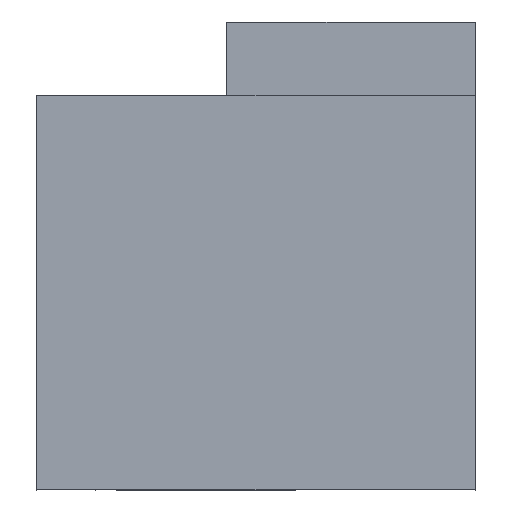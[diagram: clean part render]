
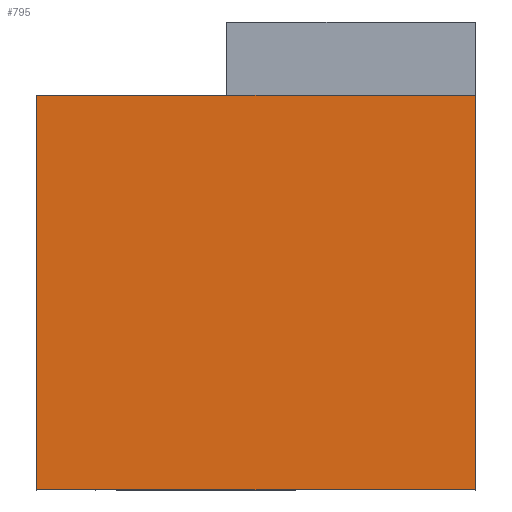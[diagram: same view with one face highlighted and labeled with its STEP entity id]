
A CAD part, left-side view. The second image highlights one B-rep face of the part: STEP entity #795.
In plain terms, the highlighted planar face has unit normal (-1, 0, 0).
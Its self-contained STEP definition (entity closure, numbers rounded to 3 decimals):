
#217 = VERTEX_POINT ( 'NONE', #3513 ) ;
#219 = EDGE_CURVE ( 'NONE', #217, #220, #3512, .T. ) ;
#220 = VERTEX_POINT ( 'NONE', #3508 ) ;
#262 = VERTEX_POINT ( 'NONE', #3737 ) ;
#280 = EDGE_CURVE ( 'NONE', #334, #262, #3714, .T. ) ;
#334 = VERTEX_POINT ( 'NONE', #3589 ) ;
#795 = ADVANCED_FACE ( 'NONE', ( #4926 ), #4911, .T. ) ;
#796 = EDGE_LOOP ( 'NONE', ( #797, #798, #800, #829 ) ) ;
#797 = ORIENTED_EDGE ( 'NONE', *, *, #219, .F. ) ;
#798 = ORIENTED_EDGE ( 'NONE', *, *, #799, .F. ) ;
#799 = EDGE_CURVE ( 'NONE', #334, #217, #4824, .T. ) ;
#800 = ORIENTED_EDGE ( 'NONE', *, *, #280, .T. ) ;
#829 = ORIENTED_EDGE ( 'NONE', *, *, #842, .T. ) ;
#842 = EDGE_CURVE ( 'NONE', #262, #220, #4899, .T. ) ;
#3508 = CARTESIAN_POINT ( 'NONE',  ( -7262.996, -4973.334, 10.249 ) ) ;
#3509 = DIRECTION ( 'NONE',  ( 0., -1., 0. ) ) ;
#3510 = VECTOR ( 'NONE', #3509, 1000. ) ;
#3511 = CARTESIAN_POINT ( 'NONE',  ( -7262.996, -4973.334, 10.249 ) ) ;
#3512 = LINE ( 'NONE', #3511, #3510 ) ;
#3513 = CARTESIAN_POINT ( 'NONE',  ( -7262.996, -4943.334, 10.249 ) ) ;
#3589 = CARTESIAN_POINT ( 'NONE',  ( -7262.996, -4943.334, -16.751 ) ) ;
#3711 = DIRECTION ( 'NONE',  ( 0., -1., 0. ) ) ;
#3712 = VECTOR ( 'NONE', #3711, 1000. ) ;
#3713 = CARTESIAN_POINT ( 'NONE',  ( -7262.996, -4973.334, -16.751 ) ) ;
#3714 = LINE ( 'NONE', #3713, #3712 ) ;
#3737 = CARTESIAN_POINT ( 'NONE',  ( -7262.996, -4973.334, -16.751 ) ) ;
#4821 = DIRECTION ( 'NONE',  ( 0., 0., 1. ) ) ;
#4822 = VECTOR ( 'NONE', #4821, 1000. ) ;
#4823 = CARTESIAN_POINT ( 'NONE',  ( -7262.996, -4943.334, -16.751 ) ) ;
#4824 = LINE ( 'NONE', #4823, #4822 ) ;
#4825 = DIRECTION ( 'NONE',  ( 0., 0., 1. ) ) ;
#4826 = DIRECTION ( 'NONE',  ( -1., 0., 0. ) ) ;
#4896 = DIRECTION ( 'NONE',  ( 0., 0., 1. ) ) ;
#4897 = VECTOR ( 'NONE', #4896, 1000. ) ;
#4898 = CARTESIAN_POINT ( 'NONE',  ( -7262.996, -4973.334, -16.751 ) ) ;
#4899 = LINE ( 'NONE', #4898, #4897 ) ;
#4909 = CARTESIAN_POINT ( 'NONE',  ( -7262.996, -4973.334, -16.751 ) ) ;
#4910 = AXIS2_PLACEMENT_3D ( 'NONE', #4909, #4826, #4825 ) ;
#4911 = PLANE ( 'NONE',  #4910 ) ;
#4926 = FACE_OUTER_BOUND ( 'NONE', #796, .T. ) ;
